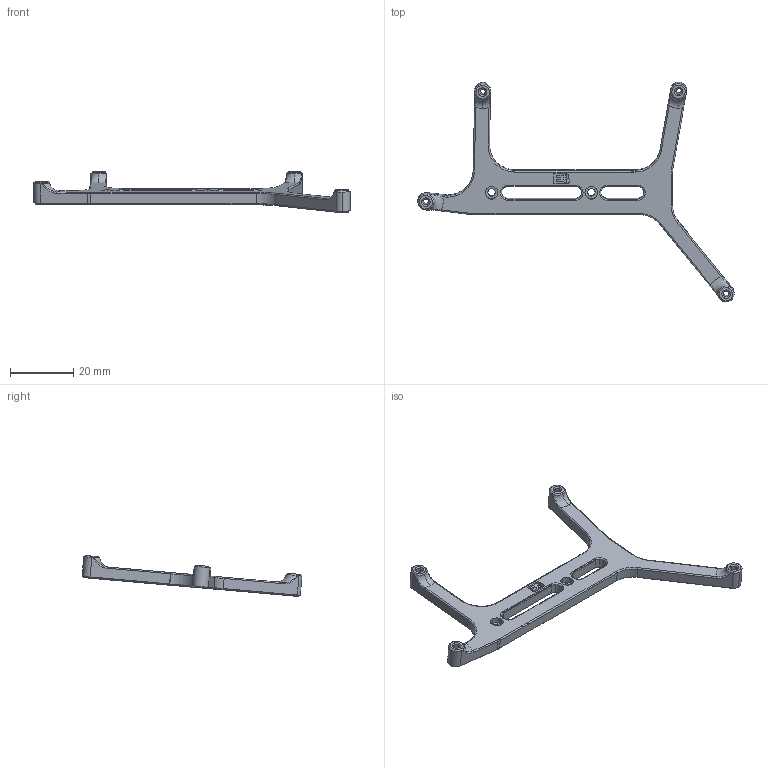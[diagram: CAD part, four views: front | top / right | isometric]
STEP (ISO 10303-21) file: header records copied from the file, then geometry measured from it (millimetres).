
FILE_DESCRIPTION (( 'STEP AP214' ), '1' );
FILE_NAME ('SKR_E3_Bracket.STEP', '2022-10-31T14:20:20', ( '' ), ( '' ), 'SwSTEP 2.0', 'SolidWorks 2019', '' );
FILE_SCHEMA (( 'AUTOMOTIVE_DESIGN' ));
Length unit declared in the file: millimetre
Products named in the file (1): SKR_E3_Bracket
Bounding box: 99.9 x 69.49 x 12.94 mm (x, y, z)
Volume: 5294.6 mm3; surface area: 4579.2 mm2
Topology: 1 solids, 1 shells, 233 faces, 574 edges, 341 vertices
Faces by surface type: plane 72, cylinder 62, cone 53, bspline 27, torus 19
Entity records: 7710 total; most frequent: CARTESIAN_POINT 2264, ORIENTED_EDGE 1136, DIRECTION 1122, EDGE_CURVE 568, AXIS2_PLACEMENT_3D 413, VERTEX_POINT 341, VECTOR 296, LINE 296
